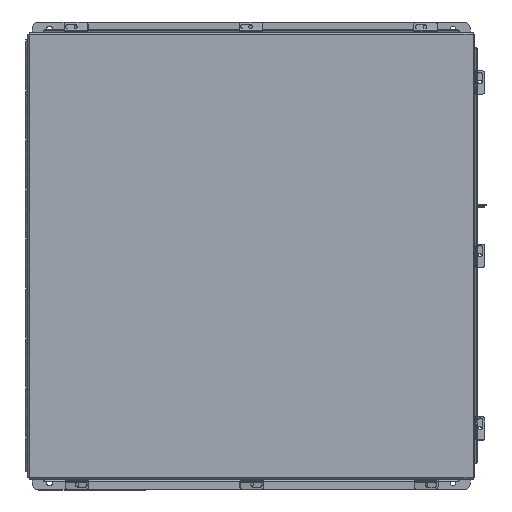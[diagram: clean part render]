
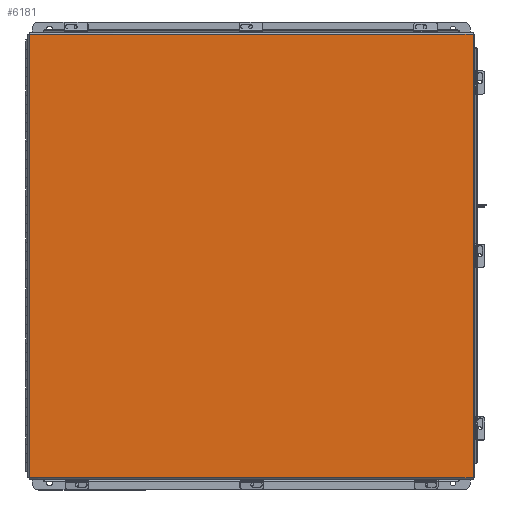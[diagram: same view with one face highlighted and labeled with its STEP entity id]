
A CAD part, top view. The second image highlights one B-rep face of the part: STEP entity #6181.
In plain terms, the highlighted face is planar.
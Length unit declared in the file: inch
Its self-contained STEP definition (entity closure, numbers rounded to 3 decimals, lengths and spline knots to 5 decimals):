
#587 = ORIENTED_EDGE ( 'NONE', *, *, #16959, .T. ) ;
#1083 = VERTEX_POINT ( 'NONE', #9689 ) ;
#1922 = ORIENTED_EDGE ( 'NONE', *, *, #18398, .T. ) ;
#1990 = CARTESIAN_POINT ( 'NONE',  ( -12.06855, -12.06855, -0.0747 ) ) ;
#2485 = PLANE ( 'NONE',  #9396 ) ;
#2987 = EDGE_LOOP ( 'NONE', ( #4541, #3619, #587, #1922 ) ) ;
#3438 = LINE ( 'NONE', #20998, #3482 ) ;
#3482 = VECTOR ( 'NONE', #22315, 39.37008 ) ;
#3619 = ORIENTED_EDGE ( 'NONE', *, *, #11540, .T. ) ;
#3802 = LINE ( 'NONE', #13452, #19699 ) ;
#4541 = ORIENTED_EDGE ( 'NONE', *, *, #11912, .T. ) ;
#5288 = VERTEX_POINT ( 'NONE', #1990 ) ;
#6181 = ADVANCED_FACE ( 'NONE', ( #15267 ), #2485, .T. ) ;
#7877 = VECTOR ( 'NONE', #22103, 39.37008 ) ;
#8107 = CARTESIAN_POINT ( 'NONE',  ( 12.06855, 12.07448, -0.0747 ) ) ;
#8256 = LINE ( 'NONE', #22060, #7877 ) ;
#9396 = AXIS2_PLACEMENT_3D ( 'NONE', #21186, #13732, #11871 ) ;
#9689 = CARTESIAN_POINT ( 'NONE',  ( -12.06855, 12.06855, -0.0747 ) ) ;
#11151 = LINE ( 'NONE', #8107, #11373 ) ;
#11373 = VECTOR ( 'NONE', #20876, 39.37008 ) ;
#11540 = EDGE_CURVE ( 'NONE', #14136, #18814, #11151, .T. ) ;
#11871 = DIRECTION ( 'NONE',  ( -1., 0., 0. ) ) ;
#11912 = EDGE_CURVE ( 'NONE', #1083, #14136, #8256, .T. ) ;
#13452 = CARTESIAN_POINT ( 'NONE',  ( -12.06855, -12.07448, -0.0747 ) ) ;
#13732 = DIRECTION ( 'NONE',  ( 0., 0., -1. ) ) ;
#14025 = CARTESIAN_POINT ( 'NONE',  ( 12.06855, 12.06855, -0.0747 ) ) ;
#14136 = VERTEX_POINT ( 'NONE', #14025 ) ;
#15267 = FACE_OUTER_BOUND ( 'NONE', #2987, .T. ) ;
#16959 = EDGE_CURVE ( 'NONE', #18814, #5288, #3438, .T. ) ;
#17149 = DIRECTION ( 'NONE',  ( 0., 1., 0. ) ) ;
#18398 = EDGE_CURVE ( 'NONE', #5288, #1083, #3802, .T. ) ;
#18814 = VERTEX_POINT ( 'NONE', #21959 ) ;
#19699 = VECTOR ( 'NONE', #17149, 39.37008 ) ;
#20876 = DIRECTION ( 'NONE',  ( 0., -1., 0. ) ) ;
#20998 = CARTESIAN_POINT ( 'NONE',  ( 12.07448, -12.06855, -0.0747 ) ) ;
#21186 = CARTESIAN_POINT ( 'NONE',  ( 0., 0., -0.0747 ) ) ;
#21959 = CARTESIAN_POINT ( 'NONE',  ( 12.06855, -12.06855, -0.0747 ) ) ;
#22060 = CARTESIAN_POINT ( 'NONE',  ( -12.07448, 12.06855, -0.0747 ) ) ;
#22103 = DIRECTION ( 'NONE',  ( 1., 0., 0. ) ) ;
#22315 = DIRECTION ( 'NONE',  ( -1., 0., 0. ) ) ;
